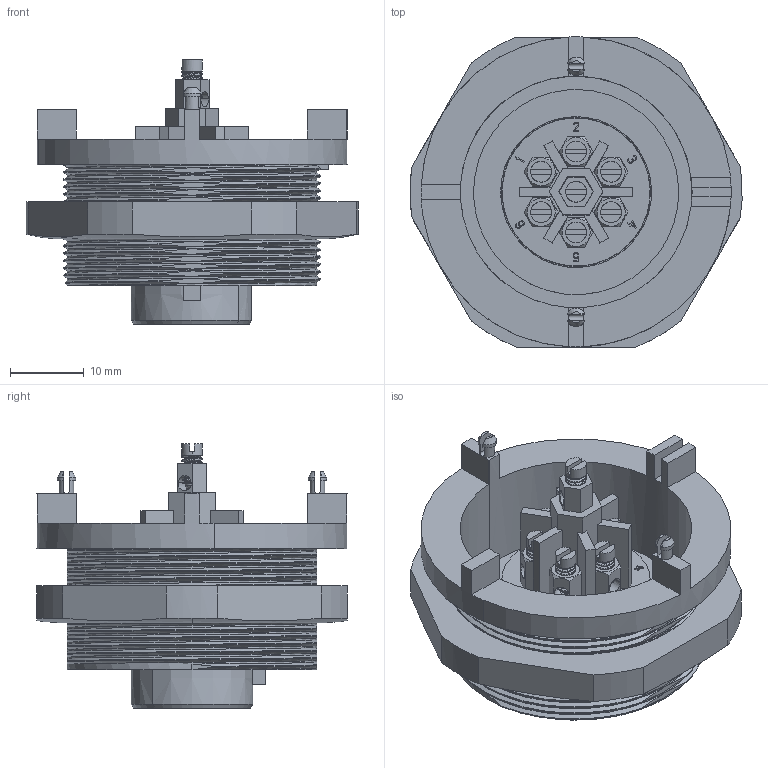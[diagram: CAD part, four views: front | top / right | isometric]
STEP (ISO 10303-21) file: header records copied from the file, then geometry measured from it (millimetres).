
FILE_DESCRIPTION(('STEP AP242'),'1');
FILE_NAME('px0709-s-xx.stp','2023-04-06T14:48:01',('TraceParts'),('TraceParts S.A.'),'Spatial InterOp 3D',' ',' ');
FILE_SCHEMA(('AP242_MANAGED_MODEL_BASED_3D_ENGINEERING_MIM_LF {1 0 10303 442 1 1 4}'));
Length unit declared in the file: millimetre
Products named in the file (1): px0709-s-xx
Bounding box: 44.97 x 42 x 35.78 mm (x, y, z)
Volume: 14408 mm3; surface area: 18150.8 mm2
Topology: 1 solids, 1 shells, 1299 faces, 3968 edges, 2675 vertices
Faces by surface type: plane 548, cylinder 331, bspline 294, cone 126
Entity records: 107817 total; most frequent: CARTESIAN_POINT 71611, ORIENTED_EDGE 7880, DIRECTION 5261, EDGE_CURVE 3940, VERTEX_POINT 2675, AXIS2_PLACEMENT_3D 1804, LINE 1653, VECTOR 1653
